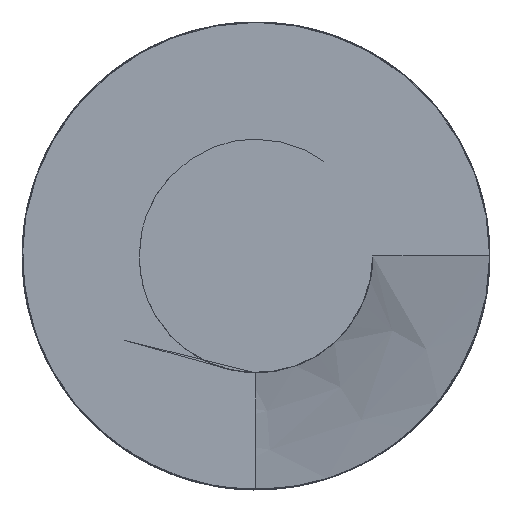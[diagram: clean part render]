
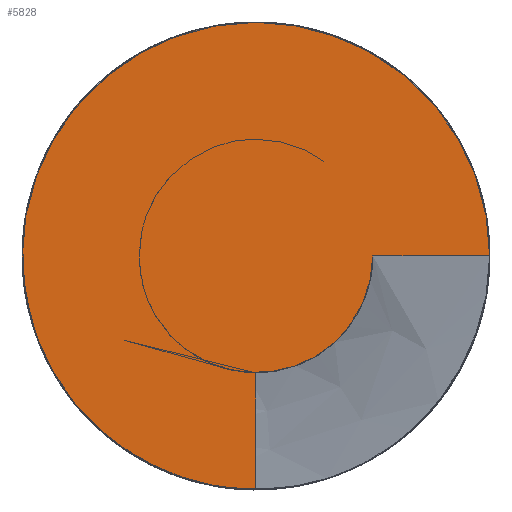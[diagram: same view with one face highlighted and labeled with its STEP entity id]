
A CAD part, left-side view. The second image highlights one B-rep face of the part: STEP entity #5828.
In plain terms, the highlighted planar face has unit normal (-1, 0, 0).
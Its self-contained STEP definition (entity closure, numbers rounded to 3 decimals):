
#20=PLANE('',#6152);
#328=FACE_OUTER_BOUND('',#636,.T.);
#636=EDGE_LOOP('',(#5215,#5216,#5217,#5218));
#637=CIRCLE('',#5844,4.);
#639=CIRCLE('',#6147,2.);
#1240=B_SPLINE_CURVE_WITH_KNOTS('',3,(#21262,#21263,#21264,#21265,#21266,
#21267),.UNSPECIFIED.,.F.,.F.,(4,2,4),(0.,0.1,0.2),.UNSPECIFIED.);
#1552=LINE('',#25078,#1860);
#1860=VECTOR('',#7074,10.);
#1863=VERTEX_POINT('',#7088);
#1864=VERTEX_POINT('',#7105);
#2467=VERTEX_POINT('',#21261);
#2469=VERTEX_POINT('',#21282);
#2473=EDGE_CURVE('',#1863,#1864,#637,.T.);
#3377=EDGE_CURVE('',#1863,#2467,#1240,.T.);
#3381=EDGE_CURVE('',#2467,#2469,#639,.T.);
#3385=EDGE_CURVE('',#2469,#1864,#1552,.T.);
#5215=ORIENTED_EDGE('',*,*,#3385,.T.);
#5216=ORIENTED_EDGE('',*,*,#2473,.F.);
#5217=ORIENTED_EDGE('',*,*,#3377,.T.);
#5218=ORIENTED_EDGE('',*,*,#3381,.T.);
#5828=ADVANCED_FACE('',(#328),#20,.F.);
#5844=AXIS2_PLACEMENT_3D('',#7106,#6158,#6159);
#6147=AXIS2_PLACEMENT_3D('',#21284,#7069,#7070);
#6152=AXIS2_PLACEMENT_3D('',#25082,#7081,#7082);
#6158=DIRECTION('center_axis',(1.,0.,0.));
#6159=DIRECTION('ref_axis',(0.,1.,0.));
#7069=DIRECTION('center_axis',(-1.,0.,0.));
#7070=DIRECTION('ref_axis',(0.,-1.,0.));
#7074=DIRECTION('',(0.,-1.,0.));
#7081=DIRECTION('center_axis',(1.,0.,0.));
#7082=DIRECTION('ref_axis',(0.,1.,0.));
#7088=CARTESIAN_POINT('',(0.,0.,-4.));
#7105=CARTESIAN_POINT('',(0.,-4.,0.));
#7106=CARTESIAN_POINT('Origin',(0.,0.,0.));
#21261=CARTESIAN_POINT('',(0.,0.,-2.));
#21262=CARTESIAN_POINT('Ctrl Pts',(0.,0.,-4.));
#21263=CARTESIAN_POINT('Ctrl Pts',(0.,0.,-3.667));
#21264=CARTESIAN_POINT('Ctrl Pts',(0.,0.,-3.333));
#21265=CARTESIAN_POINT('Ctrl Pts',(0.,0.,-2.667));
#21266=CARTESIAN_POINT('Ctrl Pts',(0.,0.,-2.333));
#21267=CARTESIAN_POINT('Ctrl Pts',(0.,0.,-2.));
#21282=CARTESIAN_POINT('',(0.,-2.,0.));
#21284=CARTESIAN_POINT('Origin',(0.,0.,0.));
#25078=CARTESIAN_POINT('',(0.,-1.5,0.));
#25082=CARTESIAN_POINT('Origin',(0.,0.,0.));
